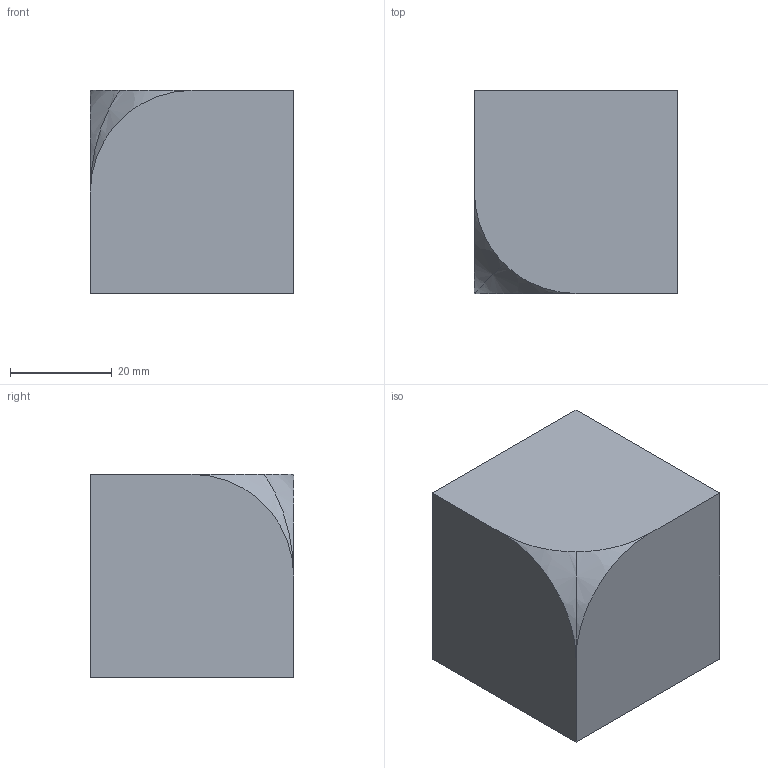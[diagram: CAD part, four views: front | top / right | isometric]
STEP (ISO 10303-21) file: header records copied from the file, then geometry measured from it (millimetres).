
FILE_DESCRIPTION((''),'2;1');
FILE_NAME('0001311703','2012-11-09T',('Reibem'),(''),'PRO/ENGINEER BY PARAMETRIC TECHNOLOGY CORPORATION, 2010370','PRO/ENGINEER BY PARAMETRIC TECHNOLOGY CORPORATION, 2010370','');
FILE_SCHEMA(('AUTOMOTIVE_DESIGN_CC2 { 1 2 10303 214 -1 1 5 2 }'));
Length unit declared in the file: millimetre
Products named in the file (1): 0001311703
Bounding box: 40 x 40 x 40 mm (x, y, z)
Volume: 63720.5 mm3; surface area: 9494.9 mm2
Topology: 1 solids, 1 shells, 8 faces, 20 edges, 12 vertices
Faces by surface type: plane 6, sphere 2
Entity records: 248 total; most frequent: DIRECTION 40, CARTESIAN_POINT 38, ORIENTED_EDGE 36, EDGE_CURVE 18, AXIS2_PLACEMENT_3D 14, VECTOR 12, LINE 12, VERTEX_POINT 12
